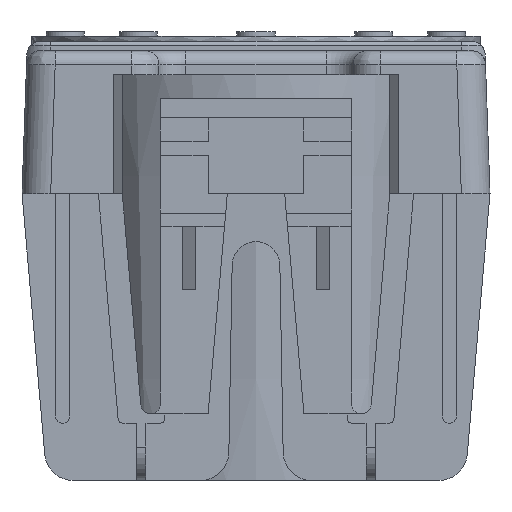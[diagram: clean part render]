
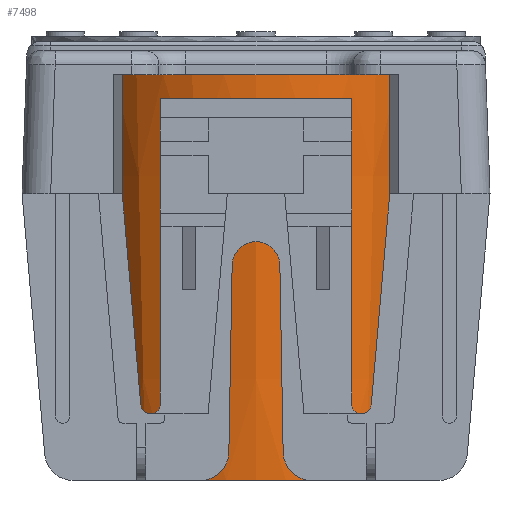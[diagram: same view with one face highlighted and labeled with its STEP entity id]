
A CAD part, left-side view. The second image highlights one B-rep face of the part: STEP entity #7498.
In plain terms, the highlighted conical face has half-angle 2 degrees and reference radius 19.6 mm.
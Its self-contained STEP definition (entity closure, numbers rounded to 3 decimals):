
#20=CONICAL_SURFACE('',#7995,19.6,0.035);
#224=CIRCLE('',#7978,17.994);
#232=CIRCLE('',#7996,19.478);
#746=FACE_OUTER_BOUND('',#1162,.T.);
#1162=EDGE_LOOP('',(#5850,#5851,#5852,#5853));
#1650=LINE('',#11957,#2489);
#2489=VECTOR('',#8992,19.6);
#3485=VERTEX_POINT('',#11926);
#3490=VERTEX_POINT('',#11956);
#4347=EDGE_CURVE('',#3485,#3485,#224,.T.);
#4360=EDGE_CURVE('',#3485,#3490,#1650,.T.);
#4361=EDGE_CURVE('',#3490,#3490,#232,.T.);
#5850=ORIENTED_EDGE('',*,*,#4347,.T.);
#5851=ORIENTED_EDGE('',*,*,#4360,.T.);
#5852=ORIENTED_EDGE('',*,*,#4361,.F.);
#5853=ORIENTED_EDGE('',*,*,#4360,.F.);
#7498=ADVANCED_FACE('',(#746),#20,.T.);
#7978=AXIS2_PLACEMENT_3D('',#11927,#8952,#8953);
#7995=AXIS2_PLACEMENT_3D('',#11955,#8990,#8991);
#7996=AXIS2_PLACEMENT_3D('',#11958,#8993,#8994);
#8952=DIRECTION('center_axis',(0.,0.,1.));
#8953=DIRECTION('ref_axis',(-1.,0.,0.));
#8990=DIRECTION('center_axis',(0.,0.,1.));
#8991=DIRECTION('ref_axis',(-1.,0.,0.));
#8992=DIRECTION('',(0.035,0.,0.999));
#8993=DIRECTION('center_axis',(0.,0.,1.));
#8994=DIRECTION('ref_axis',(-1.,0.,0.));
#11926=CARTESIAN_POINT('',(17.994,0.,-42.5));
#11927=CARTESIAN_POINT('Origin',(0.,0.,-42.5));
#11955=CARTESIAN_POINT('Origin',(0.,0.,3.5));
#11956=CARTESIAN_POINT('',(19.478,0.,0.));
#11957=CARTESIAN_POINT('',(19.6,0.,3.5));
#11958=CARTESIAN_POINT('Origin',(0.,0.,0.));
